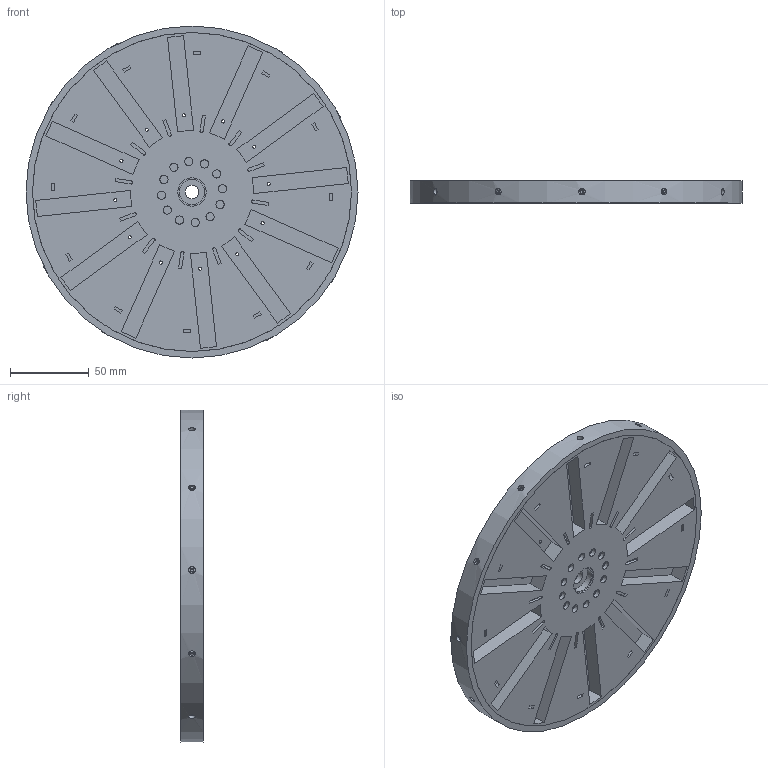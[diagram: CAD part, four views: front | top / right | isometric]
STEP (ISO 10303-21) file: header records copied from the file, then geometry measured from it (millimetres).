
FILE_DESCRIPTION(/* description */ (''),/* implementation_level */ '2;1');
FILE_NAME(/* name */ 'RotorBody.stp',/* time_stamp */ '2022-08-01T18:11:57-04:00',/* author */ ('AutoSteps'),/* organization */ (''),/* preprocessor_version */ 'ST-DEVELOPER v18.1',/* originating_system */ 'Autodesk Inventor 2022',/* authorisation */ '');
FILE_SCHEMA (('AUTOMOTIVE_DESIGN { 1 0 10303 214 3 1 1 }'));
Length unit declared in the file: millimetre
Products named in the file (1): RotorBody
Bounding box: 210.62 x 14.1 x 210.62 mm (x, y, z)
Volume: 363281.4 mm3; surface area: 143211.3 mm2
Topology: 2 solids, 2 shells, 388 faces, 991 edges, 693 vertices
Faces by surface type: plane 296, cylinder 92
Full cylindrical faces by diameter (mm): 2 x12, 2.4 x36, 4.08 x12, 5.2 x12, 8.4 x1, 16 x2, 18 x2, 202.322 x1, 202.422 x1, 210.622 x1
Entity records: 12950 total; most frequent: CARTESIAN_POINT 3291, ORIENTED_EDGE 1944, DIRECTION 1854, EDGE_CURVE 972, LINE 728, VECTOR 728, VERTEX_POINT 652, AXIS2_PLACEMENT_3D 563
